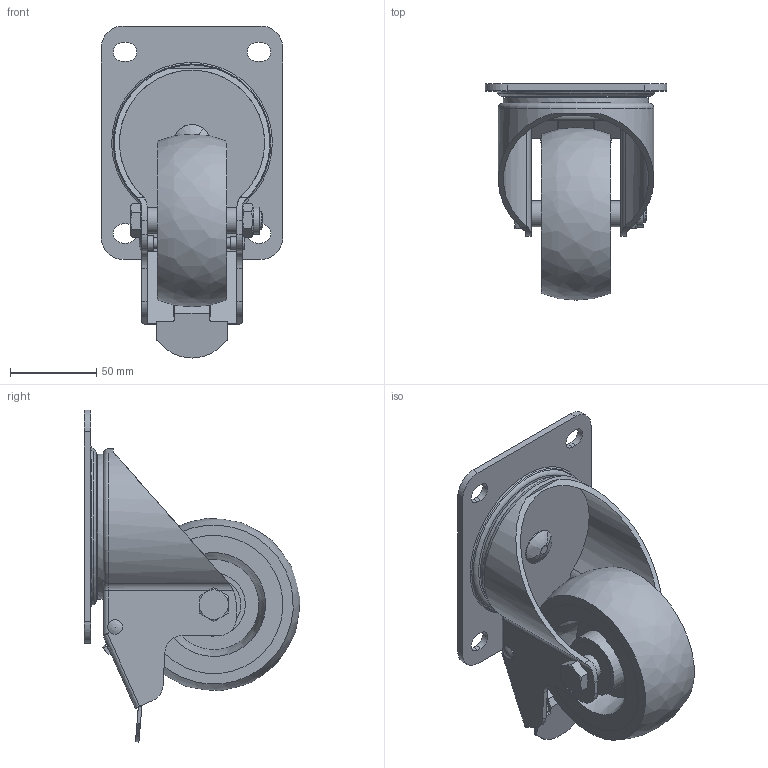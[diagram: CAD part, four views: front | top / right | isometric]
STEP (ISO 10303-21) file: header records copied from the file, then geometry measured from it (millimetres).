
FILE_DESCRIPTION(/* description */ (''),/* implementation_level */ '2;1');
FILE_NAME(/* name */ 'LGPTS100KUP3TF.stp',/* time_stamp */ '2016-12-08T19:55:52+01:00',/* author */ ('raede'),/* organization */ (''),/* preprocessor_version */ 'ST-DEVELOPER v15.6',/* originating_system */ 'Autodesk Inventor 2015',/* authorisation */ '');
FILE_SCHEMA (('AUTOMOTIVE_DESIGN { 1 0 10303 214 3 1 1 }'));
Length unit declared in the file: millimetre
Products named in the file (11): Rad_100_Fuer_LGPTS100KUP3TF; DIN 931-1 - M10 x 70; DIN 985 - M10; LAGT100KUP1TF_Gehaeuse; Lenkrolle_LGPTS100KUP3TF; BREMSHEBEL_LGPTS100KUP3TF; P3TFHX_01; Gehaeuse_100x40_01; Niet_dia_10; Buchse_12x3_5; LGPTS100KUP3TF
Bounding box: 105 x 124.86 x 192 mm (x, y, z)
Volume: 398112.9 mm3; surface area: 161439 mm2
Topology: 13 solids, 13 shells, 249 faces, 570 edges, 371 vertices
Faces by surface type: plane 120, cylinder 79, cone 20, torus 20, bspline 10
Full cylindrical faces by diameter (mm): 6 x1, 7.299 x2, 8.376 x1, 8.479 x2, 10 x2, 11 x2, 11.25 x1, 12 x2, 13 x2, 15 x2, 15.6 x2, 19.511 x1, 21 x1, 23.4 x2, 26 x1, 31.398 x4, 36.539 x2, 40 x1, 62 x1, 80 x2, 84 x1
Entity records: 7280 total; most frequent: CARTESIAN_POINT 1524, DIRECTION 1195, ORIENTED_EDGE 980, EDGE_CURVE 490, AXIS2_PLACEMENT_3D 485, EDGE_LOOP 368, VERTEX_POINT 358, FACE_OUTER_BOUND 245
